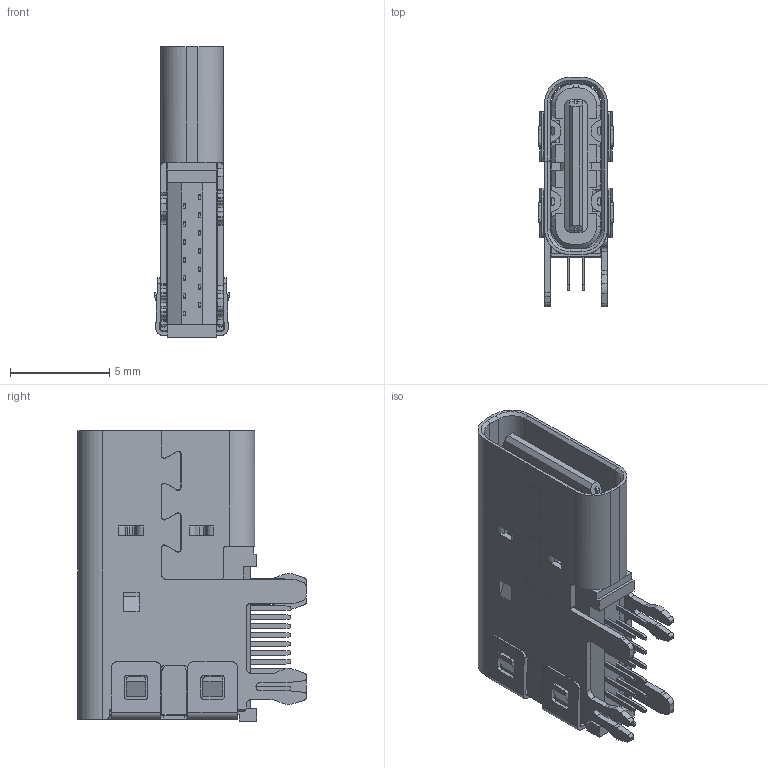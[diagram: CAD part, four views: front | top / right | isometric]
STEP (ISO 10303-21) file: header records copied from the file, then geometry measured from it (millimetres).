
FILE_DESCRIPTION (( 'STEP AP214' ), '1' );
FILE_NAME ('Same_Sky_UJ20-C-R-G-TH-P14.step', '2024-11-13T20:01:50', ( '' ), ( '' ), 'SwSTEP 2.0', 'SolidWorks 2024', '' );
FILE_SCHEMA (( 'AUTOMOTIVE_DESIGN' ));
Length unit declared in the file: inch
Products named in the file (1): Same_Sky_UJ20-C-R-G-TH-P14
Bounding box: 3.76 x 11.54 x 14.65 mm (x, y, z)
Volume: 277.3 mm3; surface area: 1184.3 mm2
Topology: 1 solids, 9 shells, 1216 faces, 3421 edges, 2221 vertices
Faces by surface type: plane 949, cylinder 190, bspline 57, cone 20
Entity records: 41442 total; most frequent: CARTESIAN_POINT 10102, ORIENTED_EDGE 6842, DIRECTION 5977, EDGE_CURVE 3421, LINE 2821, VECTOR 2821, VERTEX_POINT 2221, AXIS2_PLACEMENT_3D 1578
